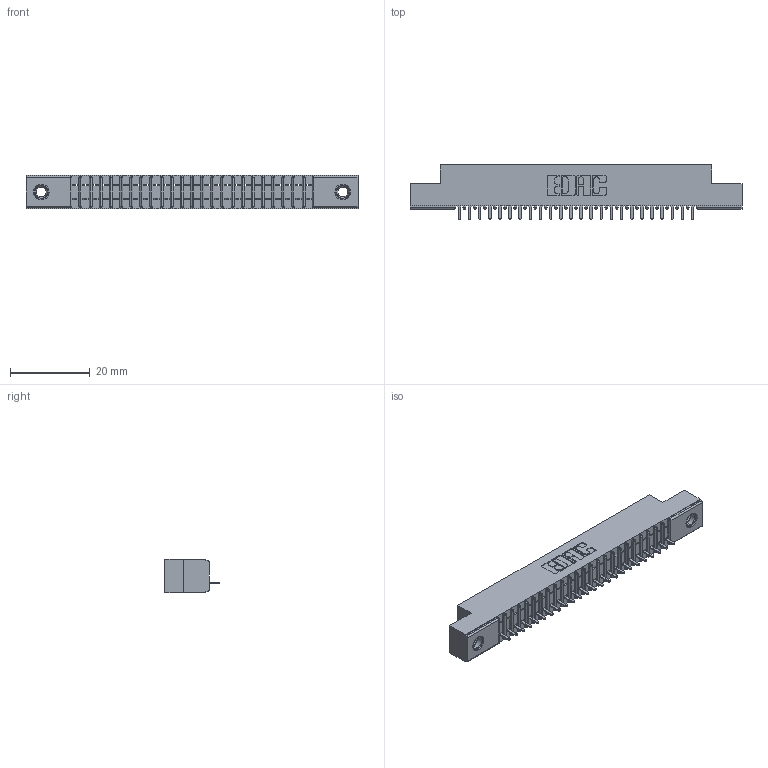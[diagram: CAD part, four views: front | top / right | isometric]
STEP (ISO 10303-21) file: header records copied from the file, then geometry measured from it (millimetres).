
FILE_DESCRIPTION (( 'STEP AP203' ), '1' );
FILE_NAME ('341-024-524-107.STEP', '2018-08-06T18:06:54', ( '' ), ( '' ), 'SwSTEP 2.0', 'SolidWorks 2016', '' );
FILE_SCHEMA (( 'CONFIG_CONTROL_DESIGN' ));
Length unit declared in the file: inch
Products named in the file (4): 341 Part_.156 (3.96) Dia Mounting Holes; 341-292-001_341-292-124; 345-250-001_345-250-005-103; 341-024-524-107
Assembly tree (27 placements, depth 2):
  341-024-524-107
    341 Part_.156 (3.96) Dia Mounting Holes
    341-292-001_341-292-124  x24
    345-250-001_345-250-005-103  x2
Bounding box: 83.19 x 13.64 x 8.38 mm (x, y, z)
Volume: 4542.8 mm3; surface area: 8436.3 mm2
Topology: 27 solids, 27 shells, 2144 faces, 6140 edges, 3938 vertices
Faces by surface type: plane 1324, cylinder 708, sphere 50, torus 50, cone 12
Entity records: 31860 total; most frequent: CARTESIAN_POINT 5383, ORIENTED_EDGE 5364, DIRECTION 5222, EDGE_CURVE 2682, VECTOR 2144, LINE 2144, VERTEX_POINT 1700, AXIS2_PLACEMENT_3D 1539
